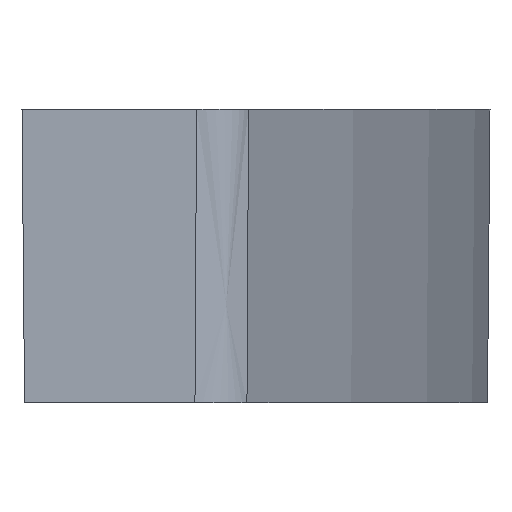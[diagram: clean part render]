
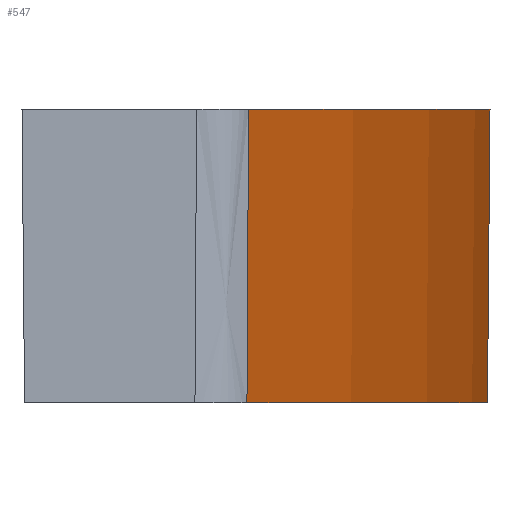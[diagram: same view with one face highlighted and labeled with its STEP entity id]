
A CAD part, front view. The second image highlights one B-rep face of the part: STEP entity #547.
In plain terms, the highlighted conical face has half-angle 0.5 degrees and reference radius 63.508 mm.
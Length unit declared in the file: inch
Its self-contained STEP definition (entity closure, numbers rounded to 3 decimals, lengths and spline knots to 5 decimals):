
#1 = EDGE_CURVE ( 'NONE', #109, #752, #733, .T. ) ;
#77 = CARTESIAN_POINT ( 'NONE',  ( 0.23064, -1.08243, -0.02874 ) ) ;
#102 = CARTESIAN_POINT ( 'NONE',  ( 0.47881, 0., 0.15 ) ) ;
#109 = VERTEX_POINT ( 'NONE', #813 ) ;
#118 = EDGE_LOOP ( 'NONE', ( #448, #758, #244, #1161 ) ) ;
#141 = FACE_OUTER_BOUND ( 'NONE', #118, .T. ) ;
#178 = CARTESIAN_POINT ( 'NONE',  ( 0.22998, -1.08135, -0.15 ) ) ;
#244 = ORIENTED_EDGE ( 'NONE', *, *, #1, .T. ) ;
#391 = DIRECTION ( 'NONE',  ( 1., 0., 0. ) ) ;
#434 = EDGE_CURVE ( 'NONE', #752, #1354, #973, .T. ) ;
#448 = ORIENTED_EDGE ( 'NONE', *, *, #870, .T. ) ;
#509 = CARTESIAN_POINT ( 'NONE',  ( 0.23139, -1.08366, 0.11063 ) ) ;
#516 = DIRECTION ( 'NONE',  ( 0., 0., 1. ) ) ;
#547 = ADVANCED_FACE ( 'NONE', ( #141 ), #1292, .T. ) ;
#552 = VECTOR ( 'NONE', #861, 39.37008 ) ;
#593 = LINE ( 'NONE', #102, #552 ) ;
#612 = DIRECTION ( 'NONE',  ( 0., 0., 1. ) ) ;
#622 = CARTESIAN_POINT ( 'NONE',  ( 0.23161, -1.08401, 0.15 ) ) ;
#681 = VERTEX_POINT ( 'NONE', #749 ) ;
#730 = CARTESIAN_POINT ( 'NONE',  ( 0.23097, -1.08296, 0.0319 ) ) ;
#733 = CIRCLE ( 'NONE', #1188, 2.50033 ) ;
#739 = CARTESIAN_POINT ( 'NONE',  ( -2.02152, 0., 0.15 ) ) ;
#749 = CARTESIAN_POINT ( 'NONE',  ( 0.47619, 0., -0.15 ) ) ;
#752 = VERTEX_POINT ( 'NONE', #858 ) ;
#758 = ORIENTED_EDGE ( 'NONE', *, *, #1295, .T. ) ;
#813 = CARTESIAN_POINT ( 'NONE',  ( 0.47881, 0., 0.15 ) ) ;
#835 = CARTESIAN_POINT ( 'NONE',  ( 0.23031, -1.08189, -0.08937 ) ) ;
#858 = CARTESIAN_POINT ( 'NONE',  ( 0.23161, -1.08401, 0.15 ) ) ;
#861 = DIRECTION ( 'NONE',  ( 0.009, 0., 1. ) ) ;
#870 = EDGE_CURVE ( 'NONE', #1354, #681, #882, .T. ) ;
#882 = CIRCLE ( 'NONE', #1261, 2.49771 ) ;
#919 = DIRECTION ( 'NONE',  ( 0., 0., -1. ) ) ;
#973 = B_SPLINE_CURVE_WITH_KNOTS ( 'NONE', 3,
 ( #622, #509, #1358, #730, #77, #835, #178 ),
 .UNSPECIFIED., .F., .F.,
 ( 4, 3, 4 ),
 ( 0., 0.003, 0.00762 ),
 .UNSPECIFIED. ) ;
#1151 = CARTESIAN_POINT ( 'NONE',  ( -2.02152, 0., 0.15 ) ) ;
#1161 = ORIENTED_EDGE ( 'NONE', *, *, #434, .T. ) ;
#1181 = CARTESIAN_POINT ( 'NONE',  ( 0.22998, -1.08135, -0.15 ) ) ;
#1188 = AXIS2_PLACEMENT_3D ( 'NONE', #739, #919, #1229 ) ;
#1209 = AXIS2_PLACEMENT_3D ( 'NONE', #1151, #516, #391 ) ;
#1229 = DIRECTION ( 'NONE',  ( 1., 0., 0. ) ) ;
#1245 = CARTESIAN_POINT ( 'NONE',  ( -2.02152, 0., -0.15 ) ) ;
#1261 = AXIS2_PLACEMENT_3D ( 'NONE', #1245, #612, #1350 ) ;
#1292 = CONICAL_SURFACE ( 'NONE', #1209, 2.50033, 0.009 ) ;
#1295 = EDGE_CURVE ( 'NONE', #681, #109, #593, .T. ) ;
#1350 = DIRECTION ( 'NONE',  ( -1., 0., 0. ) ) ;
#1354 = VERTEX_POINT ( 'NONE', #1181 ) ;
#1358 = CARTESIAN_POINT ( 'NONE',  ( 0.23118, -1.08331, 0.07126 ) ) ;
